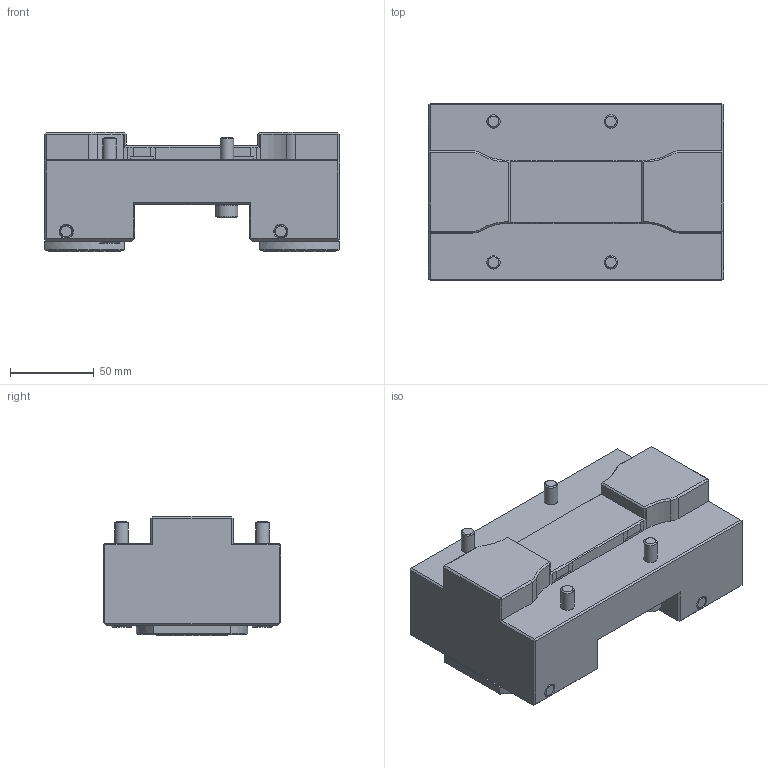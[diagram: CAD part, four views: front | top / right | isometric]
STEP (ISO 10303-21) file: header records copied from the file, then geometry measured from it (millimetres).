
FILE_DESCRIPTION(/* description */ ('Unknown'),/* implementation_level */ '2;1');
FILE_NAME(/* name */ 'C4_TRE_MZ_I_DT_SIM',/* time_stamp */ '2023-04-26T12:31:51+02:00',/* author */ ('WTO KS'),/* organization */ ('WTO'),/* preprocessor_version */ 'ST-DEVELOPER v16.7',/* originating_system */ 'DEX',/* authorisation */ $);
FILE_SCHEMA (('AUTOMOTIVE_DESIGN {1 0 10303 214 3 1 1}'));
Length unit declared in the file: millimetre
Products named in the file (1): C4-TRE-MZ-I-DT
Bounding box: 176 x 106 x 71 mm (x, y, z)
Volume: 858434.4 mm3; surface area: 82387.5 mm2
Topology: 1 solids, 1 shells, 276 faces, 718 edges, 452 vertices
Faces by surface type: plane 139, cylinder 69, cone 50, sphere 8, torus 8, bspline 2
Full cylindrical faces by diameter (mm): 2.5 x2, 4.495 x8, 5.183 x8, 5.994 x8, 6.26 x2, 6.46 x2, 7.193 x8, 7.992 x4, 12.987 x4, 39.96 x2
Entity records: 7748 total; most frequent: CARTESIAN_POINT 1751, DIRECTION 1252, ORIENTED_EDGE 1100, EDGE_CURVE 550, AXIS2_PLACEMENT_3D 489, EDGE_LOOP 404, FACE_BOUND 404, VERTEX_POINT 388
